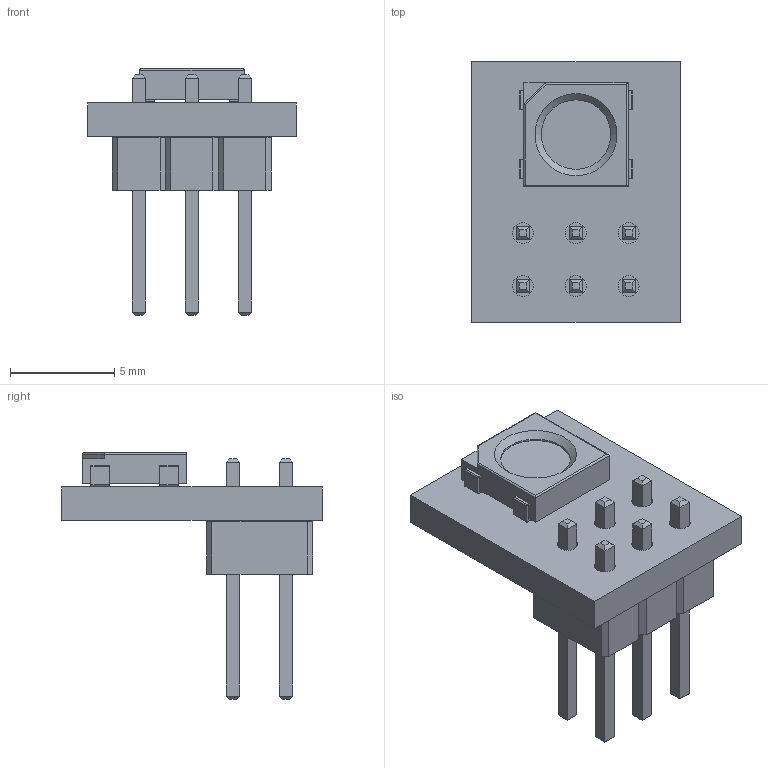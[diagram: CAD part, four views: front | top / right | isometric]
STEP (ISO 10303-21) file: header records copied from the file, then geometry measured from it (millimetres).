
FILE_DESCRIPTION(('KiCad electronic assembly'),'2;1');
FILE_NAME('IndicatorLeds-3D.step','2021-10-15T10:06:35',('An Author'),( 'A Company'),'Open CASCADE STEP processor 7.5', 'KiCad to STEP converter','Unknown');
FILE_SCHEMA(('AUTOMOTIVE_DESIGN { 1 0 10303 214 1 1 1 1 }'));
Length unit declared in the file: millimetre
Products named in the file (6): Open CASCADE STEP translator 7.5 1; LED_WS2812B_PLCC4_5.0x5.0mm_P3.2mm; SOLID; PinHeader_2x03_P2.54mm_Vertical; COMPOUND
Assembly tree (5 placements, depth 3):
  Open CASCADE STEP translator 7.5 1
    LED_WS2812B_PLCC4_5.0x5.0mm_P3.2mm
      SOLID
    PinHeader_2x03_P2.54mm_Vertical
      SOLID
    COMPOUND
Bounding box: 10 x 12.5 x 11.84 mm (x, y, z)
Volume: 345.8 mm3; surface area: 710.6 mm2
Topology: 3 solids, 3 shells, 210 faces, 531 edges, 336 vertices
Faces by surface type: plane 181, cylinder 28, cone 1
Full cylindrical faces by diameter (mm): 1 x6, 3.333 x1
Entity records: 14877 total; most frequent: CARTESIAN_POINT 2487, DIRECTION 2050, LINE 1485, VECTOR 1485, ORIENTED_EDGE 1062, PCURVE 1062, DEFINITIONAL_REPRESENTATION 1062, EDGE_CURVE 531
